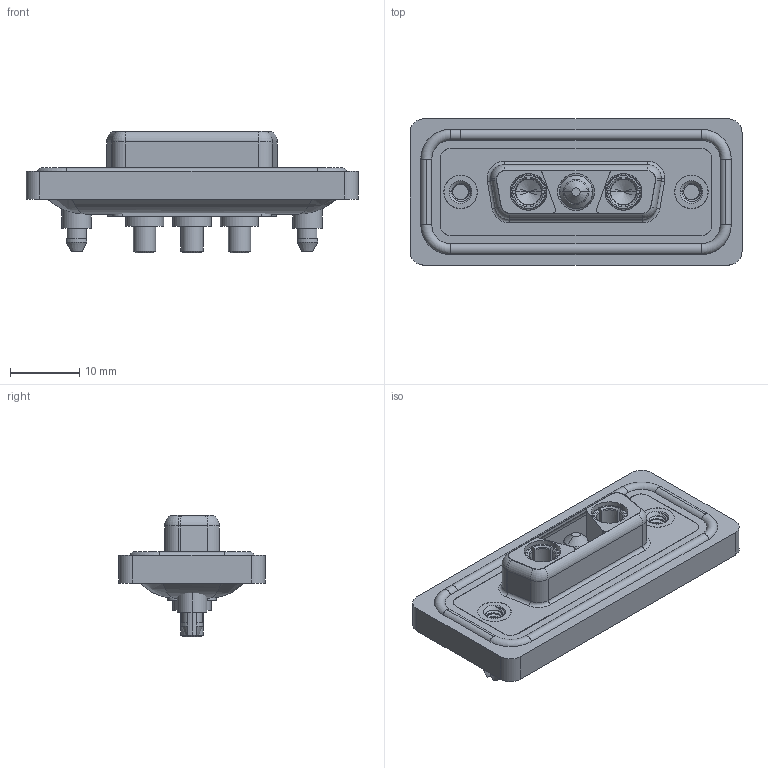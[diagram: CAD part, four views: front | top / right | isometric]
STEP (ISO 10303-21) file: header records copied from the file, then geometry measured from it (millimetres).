
FILE_DESCRIPTION (( 'STEP AP203' ), '1' );
FILE_NAME ('628W3WK3124-3N5.STEP', '2024-04-09T14:34:46', ( '' ), ( '' ), 'SwSTEP 2.0', 'SolidWorks 2023', '' );
FILE_SCHEMA (( 'CONFIG_CONTROL_DESIGN' ));
Length unit declared in the file: millimetre
Products named in the file (8): 628Combo Shell Front_15 Contacts; 628Combo Waterproof Housing_15 Contacts; Power Pin_30A S; Power Socket_30A S; 628Combo Shell Rear_15 Contacts; 628Combo Housing_3WK3; 628Combo Threaded Boardlock_5; 628W3WK3124-3N5
Assembly tree (9 placements, depth 2):
  628W3WK3124-3N5
    628Combo Housing_3WK3
    628Combo Waterproof Housing_15 Contacts
    628Combo Shell Front_15 Contacts
    628Combo Shell Rear_15 Contacts
    628Combo Threaded Boardlock_5  x2
    Power Socket_30A S  x2
    Power Pin_30A S
Bounding box: 47.9 x 21.1 x 17.55 mm (x, y, z)
Volume: 6033.1 mm3; surface area: 9851.5 mm2
Topology: 13 solids, 13 shells, 633 faces, 1590 edges, 1006 vertices
Faces by surface type: cylinder 290, plane 194, torus 81, cone 55, bspline 13
Entity records: 18081 total; most frequent: CARTESIAN_POINT 5060, DIRECTION 2651, ORIENTED_EDGE 2494, EDGE_CURVE 1247, AXIS2_PLACEMENT_3D 1057, VERTEX_POINT 792, EDGE_LOOP 557, CIRCLE 548
